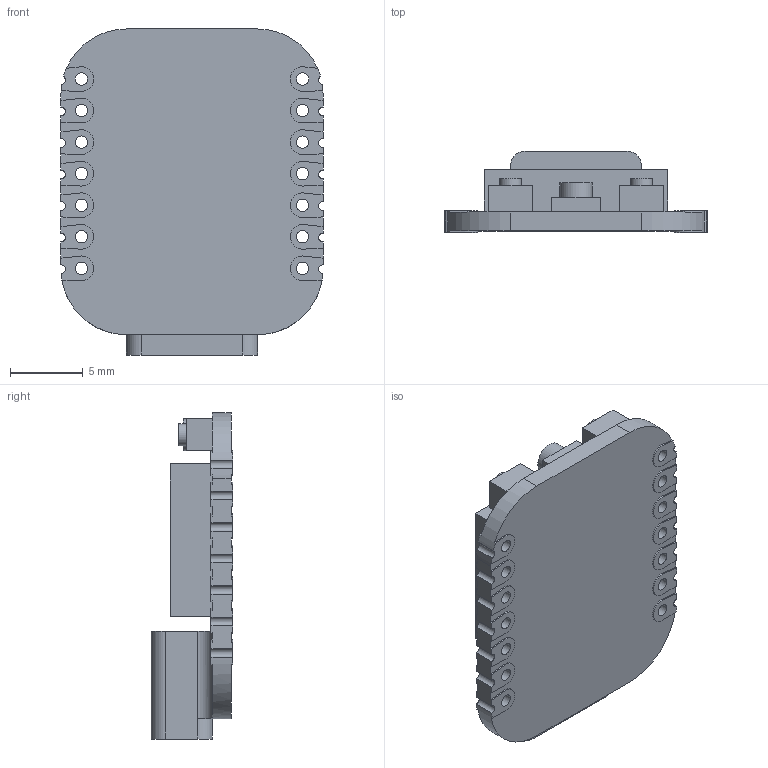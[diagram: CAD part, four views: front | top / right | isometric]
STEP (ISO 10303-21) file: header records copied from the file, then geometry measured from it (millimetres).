
FILE_DESCRIPTION(/* description */ (''),/* implementation_level */ '2;1');
FILE_NAME(/* name */ 'SEEED Esp32 C3 mini v2.step',/* time_stamp */ '2022-12-30T14:49:36Z',/* author */ (''),/* organization */ (''),/* preprocessor_version */ 'ST-DEVELOPER v19.2',/* originating_system */ 'Autodesk Translation Framework v11.17.0.187',/* authorisation */ '');
FILE_SCHEMA (('AUTOMOTIVE_DESIGN { 1 0 10303 214 3 1 1 }'));
Length unit declared in the file: millimetre
Products named in the file (1): SEEED Esp32 C3 mini
Bounding box: 18 x 5.6 x 22.4 mm (x, y, z)
Volume: 512.8 mm3; surface area: 2116.4 mm2
Topology: 1 solids, 1 shells, 284 faces, 799 edges, 530 vertices
Faces by surface type: plane 163, cylinder 121
Full cylindrical faces by diameter (mm): 0.283 x1, 0.85 x28, 1.5 x2, 1.8 x1, 2.2 x1
Entity records: 9622 total; most frequent: CARTESIAN_POINT 1642, DIRECTION 1619, ORIENTED_EDGE 1598, EDGE_CURVE 799, LINE 541, VECTOR 541, AXIS2_PLACEMENT_3D 539, VERTEX_POINT 530
